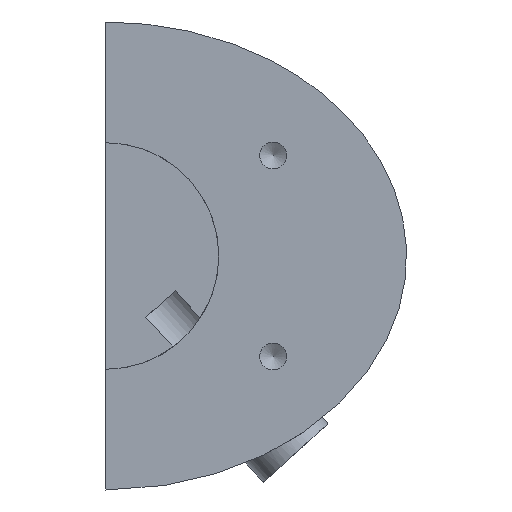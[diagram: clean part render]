
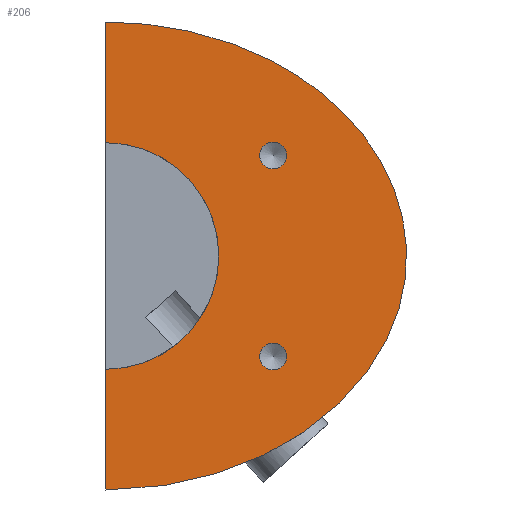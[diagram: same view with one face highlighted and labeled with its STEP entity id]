
A CAD part, left-side view. The second image highlights one B-rep face of the part: STEP entity #206.
In plain terms, the highlighted planar face has unit normal (-1, 0, 0).
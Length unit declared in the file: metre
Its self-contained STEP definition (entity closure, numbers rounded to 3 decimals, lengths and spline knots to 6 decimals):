
#18=PLANE('',#236);
#24=B_SPLINE_CURVE_WITH_KNOTS('',3,(#349,#350,#351,#352,#353,#354,#355,
#356,#357,#358,#359,#360,#361,#362,#363,#364,#365,#366,#367,#368,#369,#370,
#371,#372,#373),.UNSPECIFIED.,.F.,.F.,(4,1,1,1,1,1,1,1,1,1,1,1,1,1,1,1,
1,1,1,1,1,1,4),(0.19033,0.198139,0.205948,0.213758,
0.221567,0.229376,0.233281,0.237185,
0.24109,0.244994,0.248899,0.252804,
0.256708,0.260613,0.268422,0.272327,0.276231,
0.28404,0.29185,0.295754,0.299659,
0.307468,0.315277),.UNSPECIFIED.);
#33=LINE('',#347,#42);
#34=LINE('',#375,#43);
#42=VECTOR('',#280,1.);
#43=VECTOR('',#281,1.);
#57=ORIENTED_EDGE('',*,*,#105,.F.);
#58=ORIENTED_EDGE('',*,*,#106,.F.);
#59=ORIENTED_EDGE('',*,*,#107,.F.);
#60=ORIENTED_EDGE('',*,*,#108,.T.);
#61=ORIENTED_EDGE('',*,*,#109,.F.);
#62=ORIENTED_EDGE('',*,*,#97,.T.);
#97=EDGE_CURVE('',#123,#122,#142,.T.);
#105=EDGE_CURVE('',#128,#128,#144,.F.);
#106=EDGE_CURVE('',#129,#129,#145,.F.);
#107=EDGE_CURVE('',#130,#122,#33,.T.);
#108=EDGE_CURVE('',#130,#131,#24,.T.);
#109=EDGE_CURVE('',#123,#131,#34,.T.);
#122=VERTEX_POINT('',#323);
#123=VERTEX_POINT('',#325);
#128=VERTEX_POINT('',#344);
#129=VERTEX_POINT('',#346);
#130=VERTEX_POINT('',#348);
#131=VERTEX_POINT('',#374);
#142=CIRCLE('',#233,0.0169);
#144=CIRCLE('',#237,0.002);
#145=CIRCLE('',#238,0.002);
#155=EDGE_LOOP('',(#57));
#156=EDGE_LOOP('',(#58));
#157=EDGE_LOOP('',(#59,#60,#61,#62));
#177=FACE_BOUND('',#155,.T.);
#178=FACE_BOUND('',#156,.T.);
#179=FACE_BOUND('',#157,.T.);
#206=ADVANCED_FACE('',(#177,#178,#179),#18,.F.);
#233=AXIS2_PLACEMENT_3D('',#324,#263,#264);
#236=AXIS2_PLACEMENT_3D('',#342,#274,#275);
#237=AXIS2_PLACEMENT_3D('',#343,#276,#277);
#238=AXIS2_PLACEMENT_3D('',#345,#278,#279);
#263=DIRECTION('',(1.,0.,0.));
#264=DIRECTION('',(0.,-1.,0.));
#274=DIRECTION('',(1.,0.,0.));
#275=DIRECTION('',(0.,0.,-1.));
#276=DIRECTION('',(1.,0.,0.));
#277=DIRECTION('',(0.,-1.,0.));
#278=DIRECTION('',(1.,0.,0.));
#279=DIRECTION('',(0.,-1.,0.));
#280=DIRECTION('',(0.,0.,1.));
#281=DIRECTION('',(0.,0.,1.));
#323=CARTESIAN_POINT('',(0.005,0.,-0.0169));
#324=CARTESIAN_POINT('',(0.005,0.,0.));
#325=CARTESIAN_POINT('',(0.005,0.,0.0169));
#342=CARTESIAN_POINT('',(0.005,0.,0.));
#343=CARTESIAN_POINT('',(0.005,-0.025,0.015));
#344=CARTESIAN_POINT('',(0.005,-0.027,0.015));
#345=CARTESIAN_POINT('',(0.005,-0.025,-0.015));
#346=CARTESIAN_POINT('',(0.005,-0.027,-0.015));
#347=CARTESIAN_POINT('',(0.005,0.,0.));
#348=CARTESIAN_POINT('',(0.005,0.,-0.0349));
#349=CARTESIAN_POINT('',(0.005,0.,-0.0349));
#350=CARTESIAN_POINT('',(0.005,-0.002634,-0.0349));
#351=CARTESIAN_POINT('',(0.005,-0.007876,-0.034538));
#352=CARTESIAN_POINT('',(0.005,-0.015504,-0.032952));
#353=CARTESIAN_POINT('',(0.005,-0.022975,-0.030214));
#354=CARTESIAN_POINT('',(0.005,-0.029795,-0.026395));
#355=CARTESIAN_POINT('',(0.005,-0.034924,-0.022154));
#356=CARTESIAN_POINT('',(0.005,-0.038374,-0.018239));
#357=CARTESIAN_POINT('',(0.005,-0.040649,-0.01498));
#358=CARTESIAN_POINT('',(0.005,-0.042493,-0.011482));
#359=CARTESIAN_POINT('',(0.005,-0.043859,-0.007802));
#360=CARTESIAN_POINT('',(0.005,-0.044718,-0.003892));
#361=CARTESIAN_POINT('',(0.005,-0.044994,0.00007));
#362=CARTESIAN_POINT('',(0.005,-0.044705,0.003952));
#363=CARTESIAN_POINT('',(0.005,-0.043566,0.009119));
#364=CARTESIAN_POINT('',(0.005,-0.041393,0.013916));
#365=CARTESIAN_POINT('',(0.005,-0.038362,0.018255));
#366=CARTESIAN_POINT('',(0.005,-0.034902,0.022176));
#367=CARTESIAN_POINT('',(0.005,-0.029787,0.026399));
#368=CARTESIAN_POINT('',(0.005,-0.024124,0.02957));
#369=CARTESIAN_POINT('',(0.005,-0.019243,0.031585));
#370=CARTESIAN_POINT('',(0.005,-0.014269,0.033204));
#371=CARTESIAN_POINT('',(0.005,-0.007871,0.034543));
#372=CARTESIAN_POINT('',(0.005,-0.002605,0.0349));
#373=CARTESIAN_POINT('',(0.005,0.,0.0349));
#374=CARTESIAN_POINT('',(0.005,0.,0.0349));
#375=CARTESIAN_POINT('',(0.005,0.,0.));
